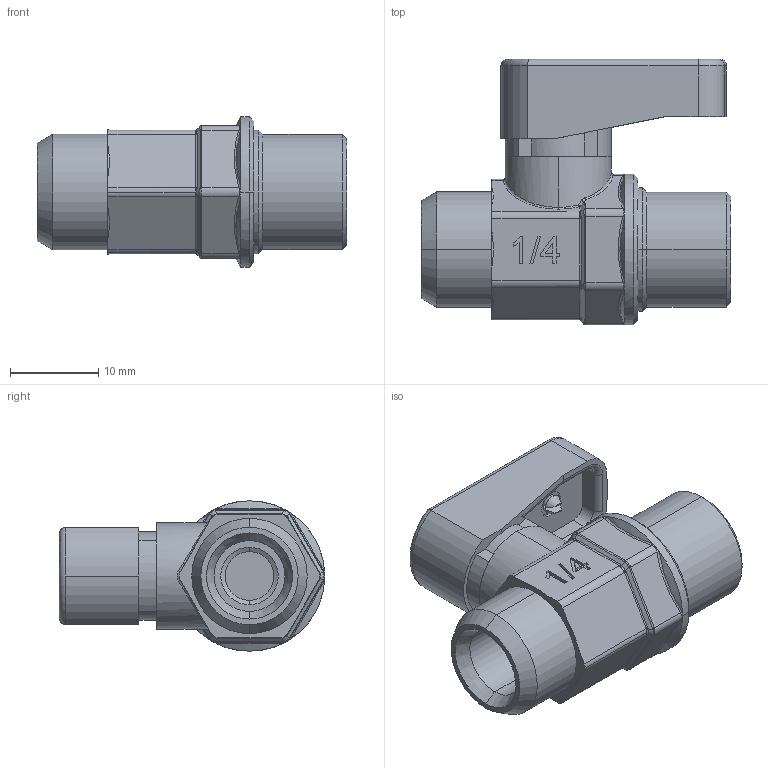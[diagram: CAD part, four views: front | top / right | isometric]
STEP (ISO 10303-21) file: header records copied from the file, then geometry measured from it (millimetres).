
FILE_DESCRIPTION (( 'STEP AP214' ), '1' );
FILE_NAME ('0641000002.step', '2012-10-02T16:31:05', ( '' ), ( '' ), 'SwSTEP 2.0', 'SolidWorks 2012', '' );
FILE_SCHEMA (( 'AUTOMOTIVE_DESIGN' ));
Length unit declared in the file: millimetre
Products named in the file (1): 0641000002
Bounding box: 35 x 30 x 17 mm (x, y, z)
Volume: 6815.7 mm3; surface area: 3989.3 mm2
Topology: 8 solids, 17 shells, 628 faces, 1582 edges, 1014 vertices
Faces by surface type: plane 300, bspline 157, cylinder 113, cone 28, torus 28, sphere 2
Entity records: 24254 total; most frequent: CARTESIAN_POINT 10222, ORIENTED_EDGE 3164, DIRECTION 2448, EDGE_CURVE 1582, VERTEX_POINT 1014, LINE 876, VECTOR 876, AXIS2_PLACEMENT_3D 786
